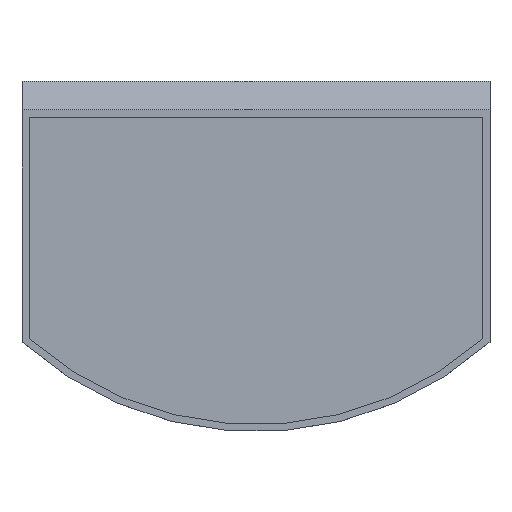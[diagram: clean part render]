
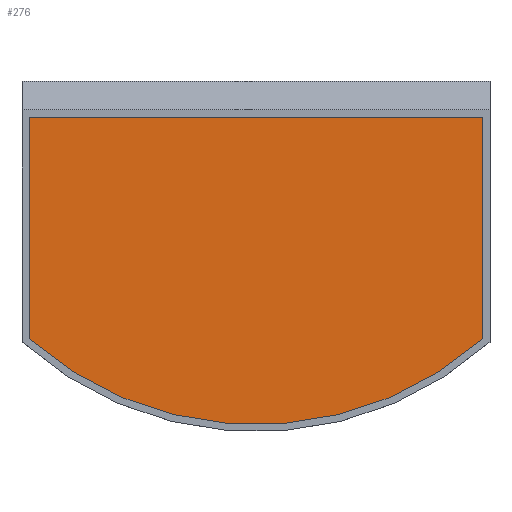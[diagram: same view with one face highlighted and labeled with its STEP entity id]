
A CAD part, top view. The second image highlights one B-rep face of the part: STEP entity #276.
In plain terms, the highlighted planar face has unit normal (0, 0, 1).
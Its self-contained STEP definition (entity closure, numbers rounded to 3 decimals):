
#23=PLANE('',#309);
#35=FACE_OUTER_BOUND('',#52,.T.);
#52=EDGE_LOOP('',(#208,#209,#210,#211));
#72=LINE('',#435,#94);
#75=LINE('',#441,#97);
#77=LINE('',#444,#99);
#94=VECTOR('',#348,10.);
#97=VECTOR('',#353,10.);
#99=VECTOR('',#357,10.);
#113=CIRCLE('',#305,96.078);
#130=VERTEX_POINT('',#425);
#131=VERTEX_POINT('',#427);
#133=VERTEX_POINT('',#433);
#135=VERTEX_POINT('',#439);
#156=EDGE_CURVE('',#130,#131,#113,.T.);
#160=EDGE_CURVE('',#133,#130,#72,.T.);
#163=EDGE_CURVE('',#135,#133,#75,.T.);
#165=EDGE_CURVE('',#131,#135,#77,.T.);
#208=ORIENTED_EDGE('',*,*,#165,.F.);
#209=ORIENTED_EDGE('',*,*,#156,.F.);
#210=ORIENTED_EDGE('',*,*,#160,.F.);
#211=ORIENTED_EDGE('',*,*,#163,.F.);
#276=ADVANCED_FACE('',(#35),#23,.T.);
#305=AXIS2_PLACEMENT_3D('',#428,#341,#342);
#309=AXIS2_PLACEMENT_3D('',#445,#358,#359);
#341=DIRECTION('center_axis',(0.,0.,-1.));
#342=DIRECTION('ref_axis',(-0.661,-0.75,0.));
#348=DIRECTION('',(0.,-1.,0.));
#353=DIRECTION('',(1.,0.,0.));
#357=DIRECTION('',(0.,1.,0.));
#358=DIRECTION('center_axis',(0.,0.,1.));
#359=DIRECTION('ref_axis',(-1.,0.,0.));
#425=CARTESIAN_POINT('',(63.5,-35.602,2.));
#427=CARTESIAN_POINT('',(-63.5,-35.602,2.));
#428=CARTESIAN_POINT('Origin',(0.,36.5,2.));
#433=CARTESIAN_POINT('',(63.5,26.5,2.));
#435=CARTESIAN_POINT('',(63.5,-35.602,2.));
#439=CARTESIAN_POINT('',(-63.5,26.5,2.));
#441=CARTESIAN_POINT('',(63.5,26.5,2.));
#444=CARTESIAN_POINT('',(-63.5,26.5,2.));
#445=CARTESIAN_POINT('Origin',(0.,-16.539,
2.));
